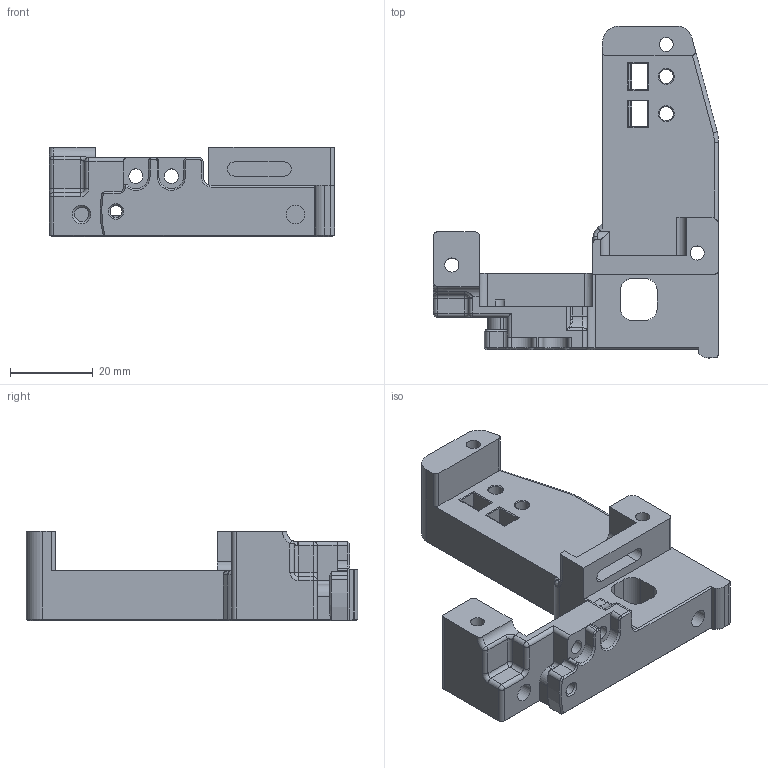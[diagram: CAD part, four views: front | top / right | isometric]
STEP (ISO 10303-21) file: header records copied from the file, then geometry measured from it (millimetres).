
FILE_DESCRIPTION(/* description */ (''),/* implementation_level */ '2;1');
FILE_NAME(/* name */ 'x_carriage_left.step',/* time_stamp */ '2025-07-28T12:40:12+02:00',/* author */ (''),/* organization */ (''),/* preprocessor_version */ 'ST-DEVELOPER v20.1',/* originating_system */ 'Autodesk Translation Framework v14.10.0.0',/* authorisation */ '');
FILE_SCHEMA (('AUTOMOTIVE_DESIGN { 1 0 10303 214 3 1 1 }'));
Length unit declared in the file: millimetre
Products named in the file (1): x_carriage_left
Bounding box: 68.75 x 80.04 x 21.6 mm (x, y, z)
Volume: 36027.6 mm3; surface area: 13989.5 mm2
Topology: 1 solids, 1 shells, 373 faces, 988 edges, 619 vertices
Faces by surface type: plane 169, cylinder 148, cone 38, torus 9, sphere 5, bspline 4
Full cylindrical faces by diameter (mm): 2.9 x1, 3.4 x6, 4.45 x2, 6 x5
Entity records: 11730 total; most frequent: CARTESIAN_POINT 2138, DIRECTION 2096, ORIENTED_EDGE 1974, EDGE_CURVE 987, AXIS2_PLACEMENT_3D 753, VERTEX_POINT 619, LINE 590, VECTOR 590
